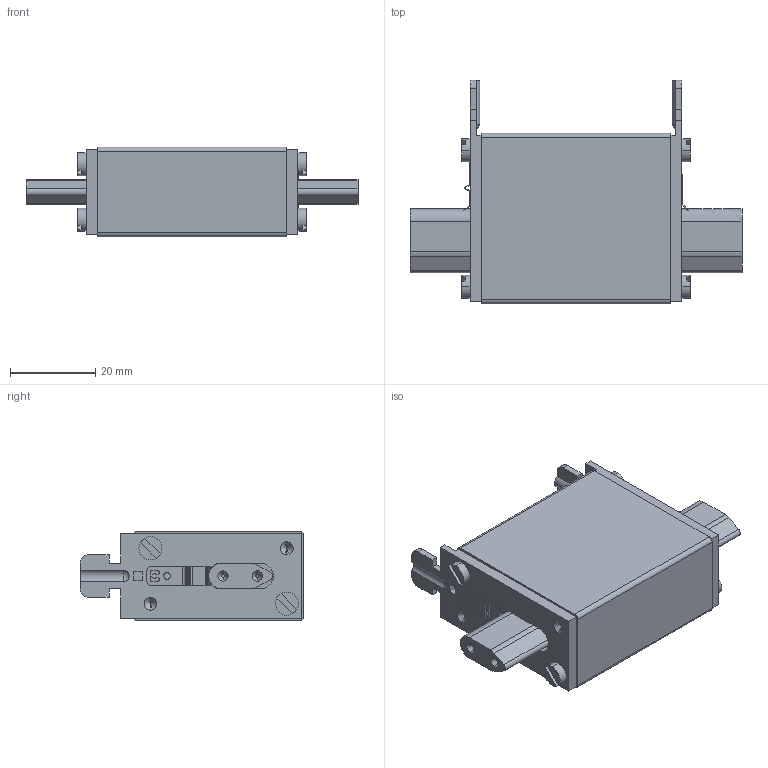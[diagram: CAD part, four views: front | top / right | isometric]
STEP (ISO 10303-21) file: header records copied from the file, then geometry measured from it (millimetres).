
FILE_DESCRIPTION (( 'STEP AP214' ), '1' );
FILE_NAME ('Groesse000_3NA3.STEP', '2011-08-12T11:14:30', ( '' ), ( '' ), 'SwSTEP 2.0', 'SolidWorks 2011', '' );
FILE_SCHEMA (( 'AUTOMOTIVE_DESIGN' ));
Length unit declared in the file: millimetre
Products named in the file (1): Groesse000_3NA3
Bounding box: 77.86 x 52.5 x 21 mm (x, y, z)
Volume: 43994.2 mm3; surface area: 10064.6 mm2
Topology: 1 solids, 1 shells, 402 faces, 1111 edges, 736 vertices
Faces by surface type: plane 244, bspline 89, cylinder 49, cone 16, sphere 4
Entity records: 21755 total; most frequent: CARTESIAN_POINT 7956, ORIENTED_EDGE 2198, DIRECTION 1659, EDGE_CURVE 1099, LINE 763, VECTOR 763, VERTEX_POINT 734, AXIS2_PLACEMENT_3D 448
